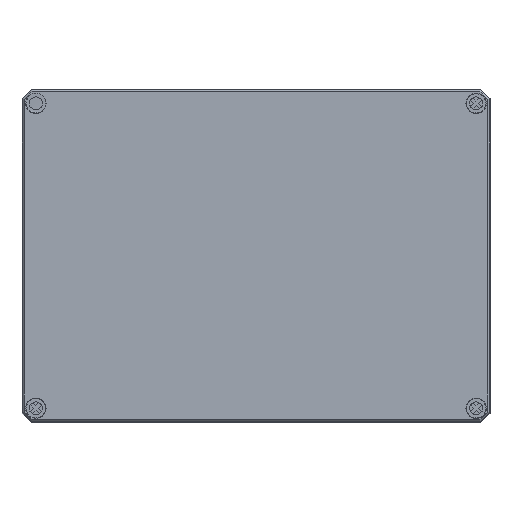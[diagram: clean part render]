
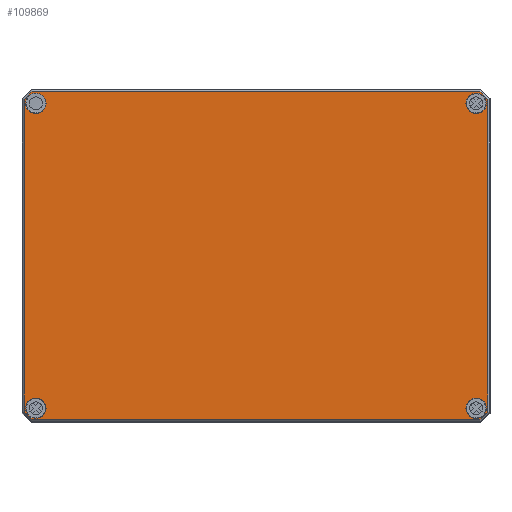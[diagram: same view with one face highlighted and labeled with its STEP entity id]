
A CAD part, top view. The second image highlights one B-rep face of the part: STEP entity #109869.
In plain terms, the highlighted planar face has unit normal (0, 0, 1).
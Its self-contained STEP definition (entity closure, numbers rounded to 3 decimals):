
#9836=FACE_BOUND('',#41537,.T.);
#9837=FACE_BOUND('',#41538,.T.);
#9838=FACE_BOUND('',#41539,.T.);
#9839=FACE_BOUND('',#41540,.T.);
#17848=LINE('',#196374,#26419);
#17849=LINE('',#196376,#26420);
#17850=LINE('',#196378,#26421);
#17851=LINE('',#196380,#26422);
#17852=LINE('',#196382,#26423);
#17853=LINE('',#196384,#26424);
#17854=LINE('',#196386,#26425);
#17855=LINE('',#196387,#26426);
#26419=VECTOR('',#132545,10.);
#26420=VECTOR('',#132546,10.);
#26421=VECTOR('',#132547,10.);
#26422=VECTOR('',#132548,10.);
#26423=VECTOR('',#132549,10.);
#26424=VECTOR('',#132550,10.);
#26425=VECTOR('',#132551,10.);
#26426=VECTOR('',#132552,10.);
#29117=PLANE('',#114832);
#34835=FACE_OUTER_BOUND('',#41536,.T.);
#41536=EDGE_LOOP('',(#101080,#101081,#101082,#101083,#101084,#101085,#101086,
#101087));
#41537=EDGE_LOOP('',(#101088,#101089));
#41538=EDGE_LOOP('',(#101090,#101091));
#41539=EDGE_LOOP('',(#101092));
#41540=EDGE_LOOP('',(#101093));
#43574=CIRCLE('',#114830,5.556);
#43576=CIRCLE('',#114833,5.556);
#43577=CIRCLE('',#114834,5.556);
#43578=CIRCLE('',#114835,5.556);
#43579=CIRCLE('',#114836,5.556);
#43580=CIRCLE('',#114837,5.556);
#54138=VERTEX_POINT('',#196368);
#54139=VERTEX_POINT('',#196372);
#54140=VERTEX_POINT('',#196373);
#54141=VERTEX_POINT('',#196375);
#54142=VERTEX_POINT('',#196377);
#54143=VERTEX_POINT('',#196379);
#54144=VERTEX_POINT('',#196381);
#54145=VERTEX_POINT('',#196383);
#54146=VERTEX_POINT('',#196385);
#54147=VERTEX_POINT('',#196388);
#54148=VERTEX_POINT('',#196389);
#54149=VERTEX_POINT('',#196392);
#54150=VERTEX_POINT('',#196393);
#54151=VERTEX_POINT('',#196396);
#69865=EDGE_CURVE('',#54138,#54138,#43574,.T.);
#69867=EDGE_CURVE('',#54139,#54140,#17848,.T.);
#69868=EDGE_CURVE('',#54141,#54139,#17849,.T.);
#69869=EDGE_CURVE('',#54142,#54141,#17850,.T.);
#69870=EDGE_CURVE('',#54143,#54142,#17851,.T.);
#69871=EDGE_CURVE('',#54144,#54143,#17852,.T.);
#69872=EDGE_CURVE('',#54145,#54144,#17853,.T.);
#69873=EDGE_CURVE('',#54146,#54145,#17854,.T.);
#69874=EDGE_CURVE('',#54140,#54146,#17855,.T.);
#69875=EDGE_CURVE('',#54147,#54148,#43576,.T.);
#69876=EDGE_CURVE('',#54148,#54147,#43577,.T.);
#69877=EDGE_CURVE('',#54149,#54150,#43578,.T.);
#69878=EDGE_CURVE('',#54150,#54149,#43579,.T.);
#69879=EDGE_CURVE('',#54151,#54151,#43580,.T.);
#101080=ORIENTED_EDGE('',*,*,#69867,.F.);
#101081=ORIENTED_EDGE('',*,*,#69868,.F.);
#101082=ORIENTED_EDGE('',*,*,#69869,.F.);
#101083=ORIENTED_EDGE('',*,*,#69870,.F.);
#101084=ORIENTED_EDGE('',*,*,#69871,.F.);
#101085=ORIENTED_EDGE('',*,*,#69872,.F.);
#101086=ORIENTED_EDGE('',*,*,#69873,.F.);
#101087=ORIENTED_EDGE('',*,*,#69874,.F.);
#101088=ORIENTED_EDGE('',*,*,#69875,.F.);
#101089=ORIENTED_EDGE('',*,*,#69876,.F.);
#101090=ORIENTED_EDGE('',*,*,#69877,.F.);
#101091=ORIENTED_EDGE('',*,*,#69878,.F.);
#101092=ORIENTED_EDGE('',*,*,#69879,.F.);
#101093=ORIENTED_EDGE('',*,*,#69865,.F.);
#109869=ADVANCED_FACE('',(#34835,#9836,#9837,#9838,#9839),#29117,.T.);
#114830=AXIS2_PLACEMENT_3D('',#196369,#132539,#132540);
#114832=AXIS2_PLACEMENT_3D('',#196371,#132543,#132544);
#114833=AXIS2_PLACEMENT_3D('',#196390,#132553,#132554);
#114834=AXIS2_PLACEMENT_3D('',#196391,#132555,#132556);
#114835=AXIS2_PLACEMENT_3D('',#196394,#132557,#132558);
#114836=AXIS2_PLACEMENT_3D('',#196395,#132559,#132560);
#114837=AXIS2_PLACEMENT_3D('',#196397,#132561,#132562);
#132539=DIRECTION('center_axis',(0.,0.,1.));
#132540=DIRECTION('ref_axis',(-1.,0.,0.));
#132543=DIRECTION('center_axis',(0.,0.,1.));
#132544=DIRECTION('ref_axis',(1.,0.,0.));
#132545=DIRECTION('',(0.707,-0.707,0.));
#132546=DIRECTION('',(1.,0.,0.));
#132547=DIRECTION('',(0.707,0.707,0.));
#132548=DIRECTION('',(0.,1.,0.));
#132549=DIRECTION('',(-0.707,0.707,0.));
#132550=DIRECTION('',(-1.,0.,0.));
#132551=DIRECTION('',(-0.707,-0.707,0.));
#132552=DIRECTION('',(0.,-1.,0.));
#132553=DIRECTION('center_axis',(0.,0.,1.));
#132554=DIRECTION('ref_axis',(1.,0.,0.));
#132555=DIRECTION('center_axis',(0.,0.,1.));
#132556=DIRECTION('ref_axis',(1.,0.,0.));
#132557=DIRECTION('center_axis',(0.,0.,1.));
#132558=DIRECTION('ref_axis',(1.,0.,0.));
#132559=DIRECTION('center_axis',(0.,0.,1.));
#132560=DIRECTION('ref_axis',(1.,0.,0.));
#132561=DIRECTION('center_axis',(0.,0.,1.));
#132562=DIRECTION('ref_axis',(-1.,0.,0.));
#196368=CARTESIAN_POINT('',(-113.944,82.75,18.));
#196369=CARTESIAN_POINT('Origin',(-119.5,82.75,18.));
#196371=CARTESIAN_POINT('Origin',(0.,0.,
18.));
#196372=CARTESIAN_POINT('',(121.521,89.093,18.));
#196373=CARTESIAN_POINT('',(125.843,84.771,18.));
#196374=CARTESIAN_POINT('',(113.244,97.369,18.));
#196375=CARTESIAN_POINT('',(-121.521,89.093,18.));
#196376=CARTESIAN_POINT('',(-61.,89.093,18.));
#196377=CARTESIAN_POINT('',(-125.843,84.771,18.));
#196378=CARTESIAN_POINT('',(-115.744,94.869,18.));
#196379=CARTESIAN_POINT('',(-125.843,-84.771,18.));
#196380=CARTESIAN_POINT('',(-125.843,-42.625,18.));
#196381=CARTESIAN_POINT('',(-121.521,-89.093,18.));
#196382=CARTESIAN_POINT('',(-113.244,-97.369,18.));
#196383=CARTESIAN_POINT('',(121.521,-89.093,18.));
#196384=CARTESIAN_POINT('',(61.,-89.093,18.));
#196385=CARTESIAN_POINT('',(125.843,-84.771,18.));
#196386=CARTESIAN_POINT('',(115.744,-94.869,18.));
#196387=CARTESIAN_POINT('',(125.843,42.625,18.));
#196388=CARTESIAN_POINT('',(113.944,82.75,18.));
#196389=CARTESIAN_POINT('',(125.056,82.75,18.));
#196390=CARTESIAN_POINT('Origin',(119.5,82.75,18.));
#196391=CARTESIAN_POINT('Origin',(119.5,82.75,18.));
#196392=CARTESIAN_POINT('',(113.944,-82.75,18.));
#196393=CARTESIAN_POINT('',(125.056,-82.75,18.));
#196394=CARTESIAN_POINT('Origin',(119.5,-82.75,18.));
#196395=CARTESIAN_POINT('Origin',(119.5,-82.75,18.));
#196396=CARTESIAN_POINT('',(-113.944,-82.75,18.));
#196397=CARTESIAN_POINT('Origin',(-119.5,-82.75,18.));
